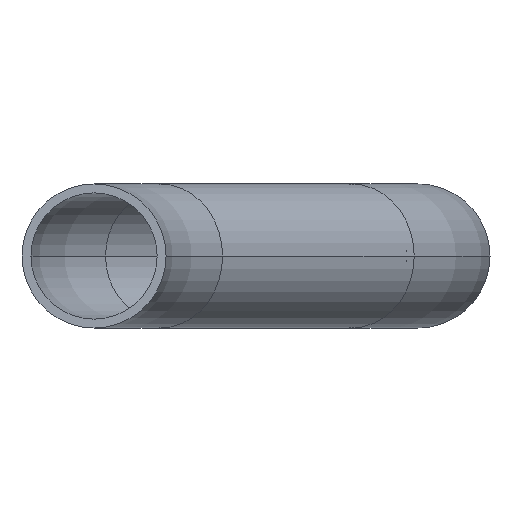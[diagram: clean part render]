
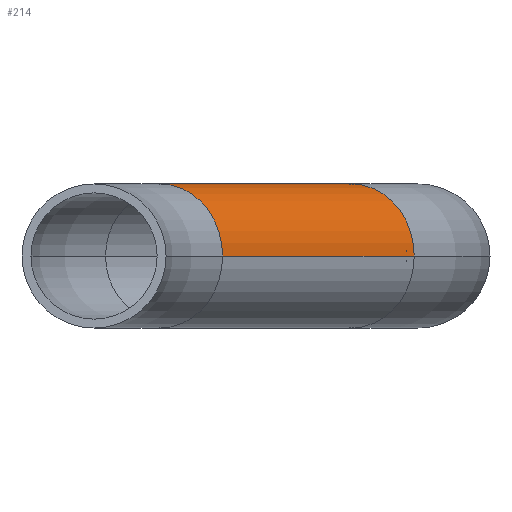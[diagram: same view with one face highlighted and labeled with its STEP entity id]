
A CAD part, left-side view. The second image highlights one B-rep face of the part: STEP entity #214.
In plain terms, the highlighted cylindrical face has radius 44.45 mm (diameter 88.9 mm), a partial arc.
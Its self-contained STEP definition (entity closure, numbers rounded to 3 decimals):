
#23 = CIRCLE ( 'NONE', #1041, 44.45 ) ;
#58 = FACE_OUTER_BOUND ( 'NONE', #466, .T. ) ;
#74 = VERTEX_POINT ( 'NONE', #352 ) ;
#90 = DIRECTION ( 'NONE',  ( 0.5, 0.866, 0. ) ) ;
#95 = CARTESIAN_POINT ( 'NONE',  ( 802.5, -40.862, 0. ) ) ;
#120 = VECTOR ( 'NONE', #868, 1000. ) ;
#171 = ORIENTED_EDGE ( 'NONE', *, *, #980, .F. ) ;
#214 = ADVANCED_FACE ( 'NONE', ( #58 ), #681, .T. ) ;
#222 = EDGE_CURVE ( 'NONE', #711, #440, #377, .T. ) ;
#244 = CIRCLE ( 'NONE', #405, 44.45 ) ;
#252 = CARTESIAN_POINT ( 'NONE',  ( 985.134, -197.633, 0. ) ) ;
#286 = CARTESIAN_POINT ( 'NONE',  ( 1007.359, -159.138, 0. ) ) ;
#300 = DIRECTION ( 'NONE',  ( 0.866, -0.5, 0. ) ) ;
#336 = ORIENTED_EDGE ( 'NONE', *, *, #665, .T. ) ;
#344 = VERTEX_POINT ( 'NONE', #850 ) ;
#352 = CARTESIAN_POINT ( 'NONE',  ( 985.134, -197.633, 0. ) ) ;
#377 = LINE ( 'NONE', #1129, #120 ) ;
#405 = AXIS2_PLACEMENT_3D ( 'NONE', #286, #1218, #90 ) ;
#440 = VERTEX_POINT ( 'NONE', #1163 ) ;
#466 = EDGE_LOOP ( 'NONE', ( #171, #1109, #336, #1031 ) ) ;
#484 = DIRECTION ( 'NONE',  ( -0.5, -0.866, 0. ) ) ;
#665 = EDGE_CURVE ( 'NONE', #440, #344, #23, .T. ) ;
#674 = CARTESIAN_POINT ( 'NONE',  ( 1029.584, -120.643, 0. ) ) ;
#681 = CYLINDRICAL_SURFACE ( 'NONE', #934, 44.45 ) ;
#711 = VERTEX_POINT ( 'NONE', #674 ) ;
#764 = DIRECTION ( 'NONE',  ( 0.5, 0.866, 0. ) ) ;
#765 = DIRECTION ( 'NONE',  ( -0.866, 0.5, 0. ) ) ;
#850 = CARTESIAN_POINT ( 'NONE',  ( 780.275, -79.357, 0. ) ) ;
#868 = DIRECTION ( 'NONE',  ( -0.866, 0.5, 0. ) ) ;
#923 = EDGE_CURVE ( 'NONE', #74, #344, #1102, .T. ) ;
#934 = AXIS2_PLACEMENT_3D ( 'NONE', #1221, #765, #484 ) ;
#980 = EDGE_CURVE ( 'NONE', #711, #74, #244, .T. ) ;
#1031 = ORIENTED_EDGE ( 'NONE', *, *, #923, .F. ) ;
#1041 = AXIS2_PLACEMENT_3D ( 'NONE', #95, #300, #764 ) ;
#1086 = DIRECTION ( 'NONE',  ( -0.866, 0.5, 0. ) ) ;
#1097 = VECTOR ( 'NONE', #1086, 1000. ) ;
#1102 = LINE ( 'NONE', #252, #1097 ) ;
#1109 = ORIENTED_EDGE ( 'NONE', *, *, #222, .T. ) ;
#1129 = CARTESIAN_POINT ( 'NONE',  ( 1029.584, -120.643, 0. ) ) ;
#1163 = CARTESIAN_POINT ( 'NONE',  ( 824.725, -2.367, 0. ) ) ;
#1218 = DIRECTION ( 'NONE',  ( 0.866, -0.5, 0. ) ) ;
#1221 = CARTESIAN_POINT ( 'NONE',  ( 1007.359, -159.138, 0. ) ) ;
